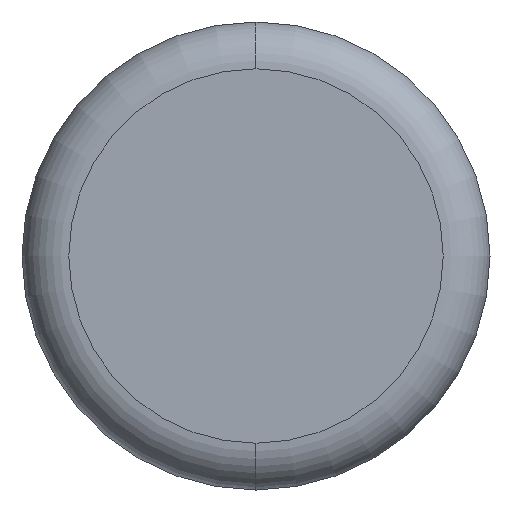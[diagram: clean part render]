
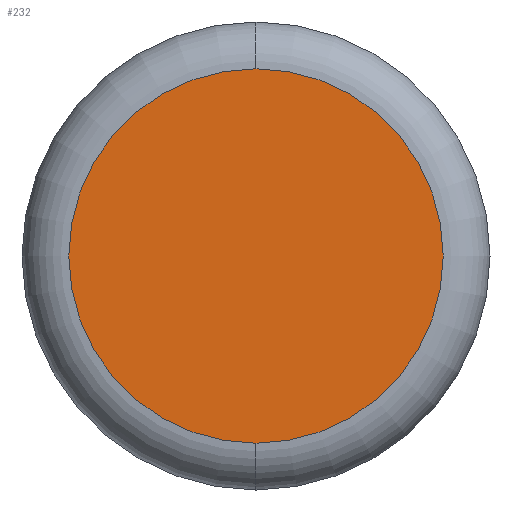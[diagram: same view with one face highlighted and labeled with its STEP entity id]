
A CAD part, left-side view. The second image highlights one B-rep face of the part: STEP entity #232.
In plain terms, the highlighted planar face has unit normal (-1, 0, 0).
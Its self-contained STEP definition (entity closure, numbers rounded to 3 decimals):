
#8 = EDGE_CURVE ( 'NONE', #174, #29, #198, .T. ) ;
#23 = AXIS2_PLACEMENT_3D ( 'NONE', #157, #337, #114 ) ;
#29 = VERTEX_POINT ( 'NONE', #333 ) ;
#49 = AXIS2_PLACEMENT_3D ( 'NONE', #447, #471, #412 ) ;
#83 = CARTESIAN_POINT ( 'NONE',  ( 0., 0., -4. ) ) ;
#108 = ORIENTED_EDGE ( 'NONE', *, *, #400, .T. ) ;
#114 = DIRECTION ( 'NONE',  ( 0., 0., -1. ) ) ;
#118 = PLANE ( 'NONE',  #23 ) ;
#157 = CARTESIAN_POINT ( 'NONE',  ( 0., 0., 0. ) ) ;
#174 = VERTEX_POINT ( 'NONE', #83 ) ;
#198 = CIRCLE ( 'NONE', #49, 4. ) ;
#226 = CARTESIAN_POINT ( 'NONE',  ( 0., 0., 0. ) ) ;
#232 = ADVANCED_FACE ( 'NONE', ( #449 ), #118, .F. ) ;
#283 = ORIENTED_EDGE ( 'NONE', *, *, #8, .T. ) ;
#296 = AXIS2_PLACEMENT_3D ( 'NONE', #226, #376, #485 ) ;
#333 = CARTESIAN_POINT ( 'NONE',  ( 0., 0., 4. ) ) ;
#337 = DIRECTION ( 'NONE',  ( 1., 0., 0. ) ) ;
#357 = CIRCLE ( 'NONE', #296, 4. ) ;
#367 = EDGE_LOOP ( 'NONE', ( #108, #283 ) ) ;
#376 = DIRECTION ( 'NONE',  ( -1., 0., 0. ) ) ;
#400 = EDGE_CURVE ( 'NONE', #29, #174, #357, .T. ) ;
#412 = DIRECTION ( 'NONE',  ( 0., 0., 1. ) ) ;
#447 = CARTESIAN_POINT ( 'NONE',  ( 0., 0., 0. ) ) ;
#449 = FACE_OUTER_BOUND ( 'NONE', #367, .T. ) ;
#471 = DIRECTION ( 'NONE',  ( -1., 0., 0. ) ) ;
#485 = DIRECTION ( 'NONE',  ( 0., 0., 1. ) ) ;
